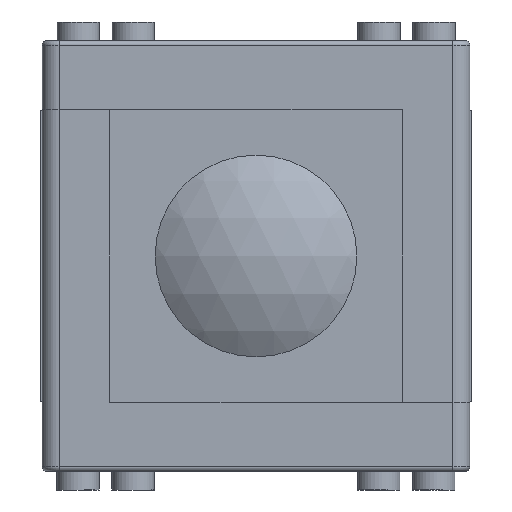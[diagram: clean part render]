
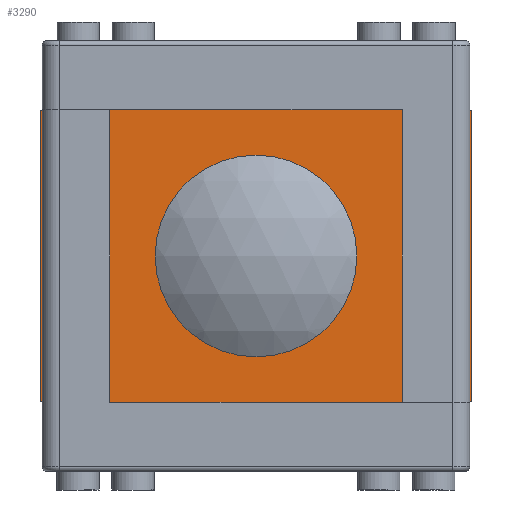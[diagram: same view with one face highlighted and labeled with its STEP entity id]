
A CAD part, front view. The second image highlights one B-rep face of the part: STEP entity #3290.
In plain terms, the highlighted face is planar.
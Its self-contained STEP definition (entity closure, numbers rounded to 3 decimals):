
#168=FACE_BOUND('',#718,.T.);
#293=CIRCLE('',#3693,11.75);
#487=FACE_OUTER_BOUND('',#717,.T.);
#717=EDGE_LOOP('',(#2934,#2935,#2936,#2937,#2938,#2939,#2940,#2941,#2942,
#2943,#2944,#2945,#2946,#2947,#2948,#2949));
#718=EDGE_LOOP('',(#2950));
#992=LINE('',#5543,#1301);
#996=LINE('',#5551,#1305);
#999=LINE('',#5557,#1308);
#1002=LINE('',#5563,#1311);
#1005=LINE('',#5569,#1314);
#1008=LINE('',#5575,#1317);
#1011=LINE('',#5581,#1320);
#1014=LINE('',#5587,#1323);
#1017=LINE('',#5593,#1326);
#1020=LINE('',#5599,#1329);
#1023=LINE('',#5605,#1332);
#1026=LINE('',#5611,#1335);
#1029=LINE('',#5617,#1338);
#1032=LINE('',#5623,#1341);
#1035=LINE('',#5629,#1344);
#1038=LINE('',#5634,#1347);
#1301=VECTOR('',#4584,10.);
#1305=VECTOR('',#4590,10.);
#1308=VECTOR('',#4595,10.);
#1311=VECTOR('',#4600,10.);
#1314=VECTOR('',#4605,10.);
#1317=VECTOR('',#4610,10.);
#1320=VECTOR('',#4615,10.);
#1323=VECTOR('',#4620,10.);
#1326=VECTOR('',#4625,10.);
#1329=VECTOR('',#4630,10.);
#1332=VECTOR('',#4635,10.);
#1335=VECTOR('',#4640,10.);
#1338=VECTOR('',#4645,10.);
#1341=VECTOR('',#4650,10.);
#1344=VECTOR('',#4655,10.);
#1347=VECTOR('',#4660,10.);
#1602=VERTEX_POINT('',#5528);
#1606=VERTEX_POINT('',#5541);
#1607=VERTEX_POINT('',#5542);
#1610=VERTEX_POINT('',#5550);
#1612=VERTEX_POINT('',#5556);
#1614=VERTEX_POINT('',#5562);
#1616=VERTEX_POINT('',#5568);
#1618=VERTEX_POINT('',#5574);
#1620=VERTEX_POINT('',#5580);
#1622=VERTEX_POINT('',#5586);
#1624=VERTEX_POINT('',#5592);
#1626=VERTEX_POINT('',#5598);
#1628=VERTEX_POINT('',#5604);
#1630=VERTEX_POINT('',#5610);
#1632=VERTEX_POINT('',#5616);
#1634=VERTEX_POINT('',#5622);
#1636=VERTEX_POINT('',#5628);
#2024=EDGE_CURVE('',#1602,#1602,#293,.T.);
#2030=EDGE_CURVE('',#1606,#1607,#992,.T.);
#2034=EDGE_CURVE('',#1610,#1606,#996,.T.);
#2037=EDGE_CURVE('',#1612,#1610,#999,.T.);
#2040=EDGE_CURVE('',#1614,#1612,#1002,.T.);
#2043=EDGE_CURVE('',#1616,#1614,#1005,.T.);
#2046=EDGE_CURVE('',#1618,#1616,#1008,.T.);
#2049=EDGE_CURVE('',#1620,#1618,#1011,.T.);
#2052=EDGE_CURVE('',#1622,#1620,#1014,.T.);
#2055=EDGE_CURVE('',#1624,#1622,#1017,.T.);
#2058=EDGE_CURVE('',#1626,#1624,#1020,.T.);
#2061=EDGE_CURVE('',#1628,#1626,#1023,.T.);
#2064=EDGE_CURVE('',#1630,#1628,#1026,.T.);
#2067=EDGE_CURVE('',#1632,#1630,#1029,.T.);
#2070=EDGE_CURVE('',#1634,#1632,#1032,.T.);
#2073=EDGE_CURVE('',#1636,#1634,#1035,.T.);
#2076=EDGE_CURVE('',#1607,#1636,#1038,.T.);
#2934=ORIENTED_EDGE('',*,*,#2076,.F.);
#2935=ORIENTED_EDGE('',*,*,#2030,.F.);
#2936=ORIENTED_EDGE('',*,*,#2034,.F.);
#2937=ORIENTED_EDGE('',*,*,#2037,.F.);
#2938=ORIENTED_EDGE('',*,*,#2040,.F.);
#2939=ORIENTED_EDGE('',*,*,#2043,.F.);
#2940=ORIENTED_EDGE('',*,*,#2046,.F.);
#2941=ORIENTED_EDGE('',*,*,#2049,.F.);
#2942=ORIENTED_EDGE('',*,*,#2052,.F.);
#2943=ORIENTED_EDGE('',*,*,#2055,.F.);
#2944=ORIENTED_EDGE('',*,*,#2058,.F.);
#2945=ORIENTED_EDGE('',*,*,#2061,.F.);
#2946=ORIENTED_EDGE('',*,*,#2064,.F.);
#2947=ORIENTED_EDGE('',*,*,#2067,.F.);
#2948=ORIENTED_EDGE('',*,*,#2070,.F.);
#2949=ORIENTED_EDGE('',*,*,#2073,.F.);
#2950=ORIENTED_EDGE('',*,*,#2024,.T.);
#3111=PLANE('',#3716);
#3290=ADVANCED_FACE('',(#487,#168),#3111,.F.);
#3693=AXIS2_PLACEMENT_3D('',#5529,#4568,#4569);
#3716=AXIS2_PLACEMENT_3D('',#5637,#4664,#4665);
#4568=DIRECTION('center_axis',(0.,0.,1.));
#4569=DIRECTION('ref_axis',(1.,0.,0.));
#4584=DIRECTION('',(-0.707,-0.707,0.));
#4590=DIRECTION('',(0.,-1.,0.));
#4595=DIRECTION('',(-1.,0.,0.));
#4600=DIRECTION('',(0.,1.,0.));
#4605=DIRECTION('',(-0.707,0.707,0.));
#4610=DIRECTION('',(-1.,0.,0.));
#4615=DIRECTION('',(0.,1.,0.));
#4620=DIRECTION('',(1.,0.,0.));
#4625=DIRECTION('',(0.707,0.707,0.));
#4630=DIRECTION('',(0.,1.,0.));
#4635=DIRECTION('',(1.,0.,0.));
#4640=DIRECTION('',(0.,-1.,0.));
#4645=DIRECTION('',(0.707,-0.707,0.));
#4650=DIRECTION('',(1.,0.,0.));
#4655=DIRECTION('',(0.,-1.,0.));
#4660=DIRECTION('',(-1.,0.,0.));
#4664=DIRECTION('center_axis',(0.,0.,1.));
#4665=DIRECTION('ref_axis',(1.,0.,0.));
#5528=CARTESIAN_POINT('',(-11.75,0.,0.));
#5529=CARTESIAN_POINT('Origin',(0.,0.,0.));
#5541=CARTESIAN_POINT('',(-17.,21.323,0.));
#5542=CARTESIAN_POINT('',(-21.323,17.,0.));
#5543=CARTESIAN_POINT('',(-17.,21.323,0.));
#5550=CARTESIAN_POINT('',(-17.,25.101,0.));
#5551=CARTESIAN_POINT('',(-17.,25.101,0.));
#5556=CARTESIAN_POINT('',(17.,25.101,0.));
#5557=CARTESIAN_POINT('',(17.,25.101,0.));
#5562=CARTESIAN_POINT('',(17.,21.323,0.));
#5563=CARTESIAN_POINT('',(17.,21.323,0.));
#5568=CARTESIAN_POINT('',(21.323,17.,0.));
#5569=CARTESIAN_POINT('',(21.323,17.,0.));
#5574=CARTESIAN_POINT('',(25.101,17.,0.));
#5575=CARTESIAN_POINT('',(25.101,17.,0.));
#5580=CARTESIAN_POINT('',(25.101,-17.,0.));
#5581=CARTESIAN_POINT('',(25.101,-17.,0.));
#5586=CARTESIAN_POINT('',(21.323,-17.,0.));
#5587=CARTESIAN_POINT('',(21.323,-17.,0.));
#5592=CARTESIAN_POINT('',(17.,-21.323,0.));
#5593=CARTESIAN_POINT('',(17.,-21.323,0.));
#5598=CARTESIAN_POINT('',(17.,-25.101,0.));
#5599=CARTESIAN_POINT('',(17.,-25.101,0.));
#5604=CARTESIAN_POINT('',(-17.,-25.101,0.));
#5605=CARTESIAN_POINT('',(-17.,-25.101,0.));
#5610=CARTESIAN_POINT('',(-17.,-21.323,0.));
#5611=CARTESIAN_POINT('',(-17.,-21.323,0.));
#5616=CARTESIAN_POINT('',(-21.323,-17.,0.));
#5617=CARTESIAN_POINT('',(-21.323,-17.,0.));
#5622=CARTESIAN_POINT('',(-25.101,-17.,0.));
#5623=CARTESIAN_POINT('',(-25.101,-17.,0.));
#5628=CARTESIAN_POINT('',(-25.101,17.,0.));
#5629=CARTESIAN_POINT('',(-25.101,17.,0.));
#5634=CARTESIAN_POINT('',(-21.323,17.,0.));
#5637=CARTESIAN_POINT('Origin',(0.,0.,0.));
